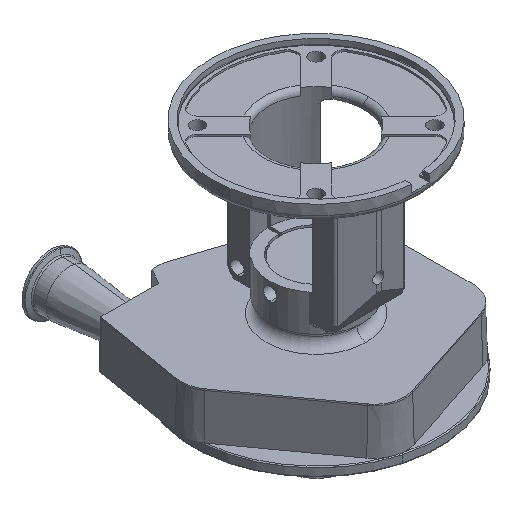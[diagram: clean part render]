
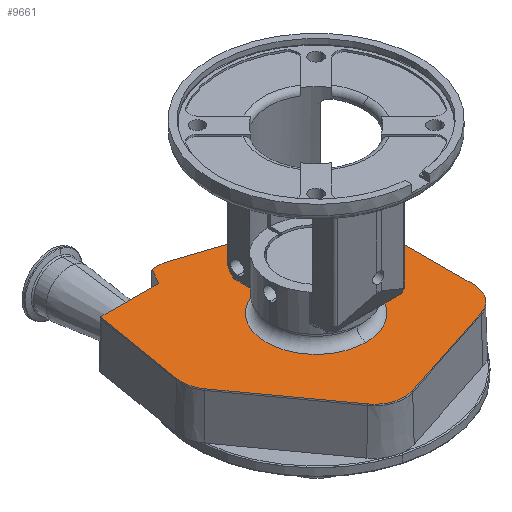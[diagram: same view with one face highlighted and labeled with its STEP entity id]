
A CAD part, isometric view. The second image highlights one B-rep face of the part: STEP entity #9661.
In plain terms, the highlighted planar face has unit normal (0, 0, 1).
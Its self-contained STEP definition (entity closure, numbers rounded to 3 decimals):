
#132 = ORIENTED_EDGE ( 'NONE', *, *, #11559, .F. ) ;
#152 = EDGE_CURVE ( 'NONE', #11045, #12157, #11179, .T. ) ;
#260 = CARTESIAN_POINT ( 'NONE',  ( 0., 55., -189. ) ) ;
#346 = AXIS2_PLACEMENT_3D ( 'NONE', #8753, #2580, #7896 ) ;
#638 = CARTESIAN_POINT ( 'NONE',  ( -17.519, 185.115, -189. ) ) ;
#679 = DIRECTION ( 'NONE',  ( 0., -1., 0. ) ) ;
#710 = AXIS2_PLACEMENT_3D ( 'NONE', #9019, #6172, #10146 ) ;
#817 = EDGE_CURVE ( 'NONE', #12005, #7895, #11827, .T. ) ;
#889 = VECTOR ( 'NONE', #6873, 1000. ) ;
#1122 = PLANE ( 'NONE',  #710 ) ;
#1200 = CARTESIAN_POINT ( 'NONE',  ( -105.628, 8.87, -189. ) ) ;
#1246 = CARTESIAN_POINT ( 'NONE',  ( -138.584, 14.338, -189. ) ) ;
#1259 = VECTOR ( 'NONE', #6779, 1000. ) ;
#1470 = VERTEX_POINT ( 'NONE', #8119 ) ;
#1501 = VECTOR ( 'NONE', #4446, 1000. ) ;
#1510 = DIRECTION ( 'NONE',  ( 0., -1., 0. ) ) ;
#1912 = CARTESIAN_POINT ( 'NONE',  ( 80.599, -58.344, -189. ) ) ;
#2092 = VERTEX_POINT ( 'NONE', #12445 ) ;
#2208 = ORIENTED_EDGE ( 'NONE', *, *, #4804, .F. ) ;
#2449 = ORIENTED_EDGE ( 'NONE', *, *, #152, .F. ) ;
#2510 = CARTESIAN_POINT ( 'NONE',  ( -132.709, -10.69, -189. ) ) ;
#2541 = DIRECTION ( 'NONE',  ( 0., 0., -1. ) ) ;
#2580 = DIRECTION ( 'NONE',  ( 0., 0., -1. ) ) ;
#3030 = CARTESIAN_POINT ( 'NONE',  ( 90.819, 90.363, -189. ) ) ;
#3287 = DIRECTION ( 'NONE',  ( 0., -1., 0. ) ) ;
#3406 = DIRECTION ( 'NONE',  ( 0., 0., -1. ) ) ;
#3553 = CARTESIAN_POINT ( 'NONE',  ( -31.752, 130.619, -189. ) ) ;
#3559 = CARTESIAN_POINT ( 'NONE',  ( -42.176, 98.881, -189. ) ) ;
#3716 = ORIENTED_EDGE ( 'NONE', *, *, #4420, .F. ) ;
#4047 = CARTESIAN_POINT ( 'NONE',  ( -122.265, 112.692, -189. ) ) ;
#4236 = ORIENTED_EDGE ( 'NONE', *, *, #12956, .T. ) ;
#4255 = LINE ( 'NONE', #11428, #1501 ) ;
#4291 = DIRECTION ( 'NONE',  ( 0., 0., -1. ) ) ;
#4330 = ORIENTED_EDGE ( 'NONE', *, *, #6842, .F. ) ;
#4349 = ORIENTED_EDGE ( 'NONE', *, *, #817, .F. ) ;
#4372 = CIRCLE ( 'NONE', #7125, 33.406 ) ;
#4420 = EDGE_CURVE ( 'NONE', #8422, #10181, #9421, .T. ) ;
#4446 = DIRECTION ( 'NONE',  ( -1., 0., 0. ) ) ;
#4491 = LINE ( 'NONE', #11715, #6159 ) ;
#4579 = DIRECTION ( 'NONE',  ( -0.951, -0.309, 0. ) ) ;
#4609 = CARTESIAN_POINT ( 'NONE',  ( -58., 115., -189. ) ) ;
#4651 = VERTEX_POINT ( 'NONE', #3553 ) ;
#4660 = CARTESIAN_POINT ( 'NONE',  ( -30.912, -94.576, -189. ) ) ;
#4768 = CARTESIAN_POINT ( 'NONE',  ( 90.922, -90.115, -189. ) ) ;
#4804 = EDGE_CURVE ( 'NONE', #7066, #10484, #9213, .T. ) ;
#4838 = LINE ( 'NONE', #4768, #8715 ) ;
#4903 = AXIS2_PLACEMENT_3D ( 'NONE', #7569, #5511, #1510 ) ;
#4942 = VERTEX_POINT ( 'NONE', #5711 ) ;
#4979 = DIRECTION ( 'NONE',  ( 0., 0., -1. ) ) ;
#5182 = FACE_BOUND ( 'NONE', #13133, .T. ) ;
#5261 = DIRECTION ( 'NONE',  ( 0., 0., -1. ) ) ;
#5316 = CARTESIAN_POINT ( 'NONE',  ( -144.448, -21.005, -189. ) ) ;
#5511 = DIRECTION ( 'NONE',  ( 0., 0., 1. ) ) ;
#5568 = LINE ( 'NONE', #5316, #10534 ) ;
#5590 = ORIENTED_EDGE ( 'NONE', *, *, #7571, .F. ) ;
#5646 = ORIENTED_EDGE ( 'NONE', *, *, #7979, .F. ) ;
#5711 = CARTESIAN_POINT ( 'NONE',  ( 113.801, 58.683, -189. ) ) ;
#5813 = AXIS2_PLACEMENT_3D ( 'NONE', #10253, #4291, #3287 ) ;
#5907 = EDGE_CURVE ( 'NONE', #10484, #8711, #8646, .T. ) ;
#6159 = VECTOR ( 'NONE', #9787, 1000. ) ;
#6172 = DIRECTION ( 'NONE',  ( 0., 0., 1. ) ) ;
#6177 = VERTEX_POINT ( 'NONE', #3030 ) ;
#6326 = DIRECTION ( 'NONE',  ( 0., -1., 0. ) ) ;
#6346 = CARTESIAN_POINT ( 'NONE',  ( -121.194, 115., -189. ) ) ;
#6515 = ORIENTED_EDGE ( 'NONE', *, *, #7163, .F. ) ;
#6550 = LINE ( 'NONE', #638, #9667 ) ;
#6601 = DIRECTION ( 'NONE',  ( 0., -1., 0. ) ) ;
#6735 = AXIS2_PLACEMENT_3D ( 'NONE', #11689, #3406, #8372 ) ;
#6779 = DIRECTION ( 'NONE',  ( -0.586, 0.811, 0. ) ) ;
#6781 = CARTESIAN_POINT ( 'NONE',  ( 0., -55., -189. ) ) ;
#6838 = CARTESIAN_POINT ( 'NONE',  ( -36.962, -143.255, -189. ) ) ;
#6842 = EDGE_CURVE ( 'NONE', #1470, #7066, #7707, .T. ) ;
#6873 = DIRECTION ( 'NONE',  ( 0.002, -1., 0. ) ) ;
#7066 = VERTEX_POINT ( 'NONE', #2510 ) ;
#7101 = AXIS2_PLACEMENT_3D ( 'NONE', #3559, #2541, #6601 ) ;
#7125 = AXIS2_PLACEMENT_3D ( 'NONE', #4660, #8700, #679 ) ;
#7159 = EDGE_CURVE ( 'NONE', #10385, #10181, #4255, .T. ) ;
#7163 = EDGE_CURVE ( 'NONE', #7895, #12005, #9778, .T. ) ;
#7236 = ORIENTED_EDGE ( 'NONE', *, *, #8197, .F. ) ;
#7256 = EDGE_CURVE ( 'NONE', #12157, #2092, #4838, .T. ) ;
#7569 = CARTESIAN_POINT ( 'NONE',  ( 0., 0., -189. ) ) ;
#7571 = EDGE_CURVE ( 'NONE', #4942, #11045, #7936, .T. ) ;
#7584 = AXIS2_PLACEMENT_3D ( 'NONE', #12875, #8676, #11666 ) ;
#7707 = LINE ( 'NONE', #6838, #1259 ) ;
#7895 = VERTEX_POINT ( 'NONE', #6781 ) ;
#7896 = DIRECTION ( 'NONE',  ( 0., -1., 0. ) ) ;
#7936 = LINE ( 'NONE', #9059, #889 ) ;
#7979 = EDGE_CURVE ( 'NONE', #2092, #1470, #4372, .T. ) ;
#8013 = VERTEX_POINT ( 'NONE', #9152 ) ;
#8119 = CARTESIAN_POINT ( 'NONE',  ( -57.994, -114.136, -189. ) ) ;
#8197 = EDGE_CURVE ( 'NONE', #8711, #8422, #5568, .T. ) ;
#8372 = DIRECTION ( 'NONE',  ( 0., -1., 0. ) ) ;
#8396 = ORIENTED_EDGE ( 'NONE', *, *, #7159, .T. ) ;
#8422 = VERTEX_POINT ( 'NONE', #4047 ) ;
#8531 = EDGE_LOOP ( 'NONE', ( #9958, #4236, #8396, #3716, #7236, #9496, #2208, #4330, #5646, #13086, #2449, #5590, #132, #11829 ) ) ;
#8535 = CARTESIAN_POINT ( 'NONE',  ( 114.005, -58.286, -189. ) ) ;
#8620 = DIRECTION ( 'NONE',  ( 0.164, 0.987, 0. ) ) ;
#8646 = CIRCLE ( 'NONE', #6735, 33.406 ) ;
#8666 = CARTESIAN_POINT ( 'NONE',  ( 90.922, -90.115, -189. ) ) ;
#8676 = DIRECTION ( 'NONE',  ( 0., 0., 1. ) ) ;
#8700 = DIRECTION ( 'NONE',  ( 0., 0., -1. ) ) ;
#8711 = VERTEX_POINT ( 'NONE', #1246 ) ;
#8715 = VECTOR ( 'NONE', #4579, 1000. ) ;
#8753 = CARTESIAN_POINT ( 'NONE',  ( 80.395, 58.625, -189. ) ) ;
#9019 = CARTESIAN_POINT ( 'NONE',  ( 0., 175., -189. ) ) ;
#9059 = CARTESIAN_POINT ( 'NONE',  ( 114.005, -58.286, -189. ) ) ;
#9152 = CARTESIAN_POINT ( 'NONE',  ( -48.352, 131.711, -189. ) ) ;
#9213 = CIRCLE ( 'NONE', #10697, 33.406 ) ;
#9219 = FACE_OUTER_BOUND ( 'NONE', #8531, .T. ) ;
#9421 = CIRCLE ( 'NONE', #5813, 4.77 ) ;
#9496 = ORIENTED_EDGE ( 'NONE', *, *, #5907, .F. ) ;
#9661 = ADVANCED_FACE ( 'NONE', ( #5182, #9219 ), #1122, .T. ) ;
#9667 = VECTOR ( 'NONE', #10593, 1000. ) ;
#9778 = CIRCLE ( 'NONE', #4903, 55. ) ;
#9787 = DIRECTION ( 'NONE',  ( 0.95, -0.312, 0. ) ) ;
#9862 = CIRCLE ( 'NONE', #346, 33.406 ) ;
#9958 = ORIENTED_EDGE ( 'NONE', *, *, #11468, .F. ) ;
#10146 = DIRECTION ( 'NONE',  ( 0., -1., 0. ) ) ;
#10166 = CARTESIAN_POINT ( 'NONE',  ( -139.035, 8.87, -189. ) ) ;
#10181 = VERTEX_POINT ( 'NONE', #6346 ) ;
#10253 = CARTESIAN_POINT ( 'NONE',  ( -117.56, 111.911, -189. ) ) ;
#10385 = VERTEX_POINT ( 'NONE', #4609 ) ;
#10484 = VERTEX_POINT ( 'NONE', #10166 ) ;
#10534 = VECTOR ( 'NONE', #8620, 1000. ) ;
#10593 = DIRECTION ( 'NONE',  ( -0.5, -0.866, 0. ) ) ;
#10697 = AXIS2_PLACEMENT_3D ( 'NONE', #1200, #5261, #6326 ) ;
#10913 = CIRCLE ( 'NONE', #7101, 33.406 ) ;
#11045 = VERTEX_POINT ( 'NONE', #8535 ) ;
#11179 = CIRCLE ( 'NONE', #12893, 33.406 ) ;
#11428 = CARTESIAN_POINT ( 'NONE',  ( 0., 115., -189. ) ) ;
#11468 = EDGE_CURVE ( 'NONE', #8013, #4651, #10913, .T. ) ;
#11559 = EDGE_CURVE ( 'NONE', #6177, #4942, #9862, .T. ) ;
#11666 = DIRECTION ( 'NONE',  ( 0., -1., 0. ) ) ;
#11689 = CARTESIAN_POINT ( 'NONE',  ( -105.628, 8.87, -189. ) ) ;
#11715 = CARTESIAN_POINT ( 'NONE',  ( 125.679, 78.915, -189. ) ) ;
#11827 = CIRCLE ( 'NONE', #7584, 55. ) ;
#11829 = ORIENTED_EDGE ( 'NONE', *, *, #12169, .F. ) ;
#12005 = VERTEX_POINT ( 'NONE', #260 ) ;
#12157 = VERTEX_POINT ( 'NONE', #8666 ) ;
#12169 = EDGE_CURVE ( 'NONE', #4651, #6177, #4491, .T. ) ;
#12445 = CARTESIAN_POINT ( 'NONE',  ( -20.589, -126.348, -189. ) ) ;
#12875 = CARTESIAN_POINT ( 'NONE',  ( 0., 0., -189. ) ) ;
#12893 = AXIS2_PLACEMENT_3D ( 'NONE', #1912, #4979, #13099 ) ;
#12956 = EDGE_CURVE ( 'NONE', #8013, #10385, #6550, .T. ) ;
#13086 = ORIENTED_EDGE ( 'NONE', *, *, #7256, .F. ) ;
#13099 = DIRECTION ( 'NONE',  ( 0., -1., 0. ) ) ;
#13133 = EDGE_LOOP ( 'NONE', ( #6515, #4349 ) ) ;
